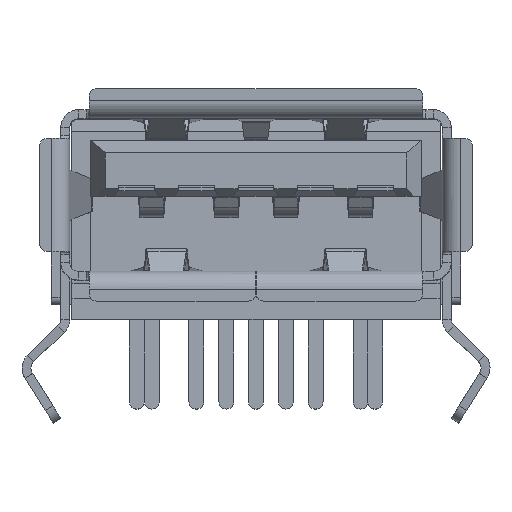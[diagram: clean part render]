
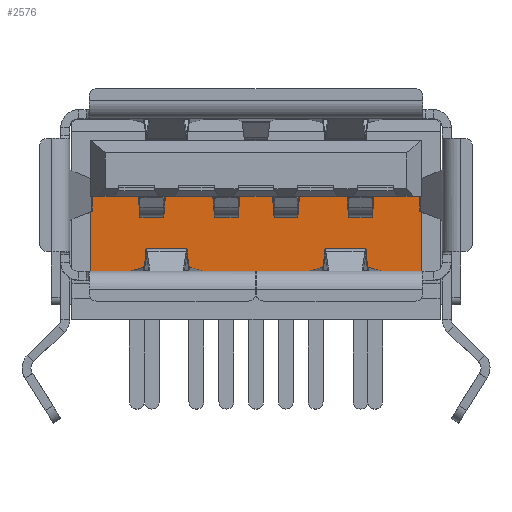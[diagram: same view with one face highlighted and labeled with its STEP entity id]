
A CAD part, top view. The second image highlights one B-rep face of the part: STEP entity #2576.
In plain terms, the highlighted planar face has unit normal (0, 0, 1).
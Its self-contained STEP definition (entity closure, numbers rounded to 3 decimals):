
#2576=ADVANCED_FACE('NONE',(#5295),#5296,.T.);
#5295=FACE_OUTER_BOUND('',#11186,.T.);
#5296=PLANE('',#11187);
#11186=EDGE_LOOP('',(#19082,#19083,#19084,#19085,#19086,#19087,#19088,#19089,#19090,#19091,#19092,#19093));
#11187=AXIS2_PLACEMENT_3D('',#19094,#19095,#19096);
#19082=ORIENTED_EDGE('',*,*,#21429,.T.);
#19083=ORIENTED_EDGE('',*,*,#21529,.T.);
#19084=ORIENTED_EDGE('',*,*,#23538,.T.);
#19085=ORIENTED_EDGE('',*,*,#22906,.F.);
#19086=ORIENTED_EDGE('',*,*,#23292,.T.);
#19087=ORIENTED_EDGE('',*,*,#23288,.T.);
#19088=ORIENTED_EDGE('',*,*,#23285,.T.);
#19089=ORIENTED_EDGE('',*,*,#23282,.T.);
#19090=ORIENTED_EDGE('',*,*,#23295,.T.);
#19091=ORIENTED_EDGE('',*,*,#23531,.T.);
#19092=ORIENTED_EDGE('',*,*,#23539,.T.);
#19093=ORIENTED_EDGE('',*,*,#23540,.T.);
#19094=CARTESIAN_POINT('',(0.0,2.537,-3.09));
#19095=DIRECTION('',(0.0,0.0,1.0));
#19096=DIRECTION('',(1.0,-0.0,0.0));
#21429=EDGE_CURVE('NONE',#25234,#25238,#25240,.T.);
#21529=EDGE_CURVE('NONE',#25238,#25378,#25380,.T.);
#22906=EDGE_CURVE('NONE',#27358,#27360,#27361,.T.);
#23282=EDGE_CURVE('NONE',#27894,#27896,#27898,.T.);
#23285=EDGE_CURVE('NONE',#27900,#27894,#27902,.T.);
#23288=EDGE_CURVE('NONE',#27904,#27900,#27906,.T.);
#23292=EDGE_CURVE('NONE',#27358,#27904,#27910,.T.);
#23295=EDGE_CURVE('NONE',#27896,#27913,#27915,.T.);
#23531=EDGE_CURVE('NONE',#27913,#28265,#28266,.T.);
#23538=EDGE_CURVE('NONE',#25378,#27360,#28276,.T.);
#23539=EDGE_CURVE('NONE',#28265,#28277,#28278,.T.);
#23540=EDGE_CURVE('NONE',#28277,#25234,#28279,.T.);
#25234=VERTEX_POINT('NONE',#31017);
#25238=VERTEX_POINT('NONE',#31023);
#25240=LINE('',#31026,#31027);
#25378=VERTEX_POINT('NONE',#31213);
#25380=LINE('',#31216,#31217);
#27358=VERTEX_POINT('NONE',#34530);
#27360=VERTEX_POINT('NONE',#34533);
#27361=LINE('',#34534,#34535);
#27894=VERTEX_POINT('NONE',#35329);
#27896=VERTEX_POINT('NONE',#35332);
#27898=LINE('',#35335,#35336);
#27900=VERTEX_POINT('NONE',#35338);
#27902=LINE('',#35341,#35342);
#27904=VERTEX_POINT('NONE',#35344);
#27906=LINE('',#35347,#35348);
#27910=LINE('',#35353,#35354);
#27913=VERTEX_POINT('NONE',#35358);
#27915=LINE('',#35361,#35362);
#28265=VERTEX_POINT('NONE',#35861);
#28266=LINE('',#35862,#35863);
#28276=LINE('',#35878,#35879);
#28277=VERTEX_POINT('NONE',#35880);
#28278=LINE('',#35881,#35882);
#28279=LINE('',#35883,#35884);
#31017=CARTESIAN_POINT('',(0.01,1.152,-3.09));
#31023=CARTESIAN_POINT('',(0.01,1.452,-3.09));
#31026=CARTESIAN_POINT('',(0.01,1.152,-3.09));
#31027=VECTOR('',#37616,1000.0);
#31213=CARTESIAN_POINT('',(5.55,1.452,-3.09));
#31216=CARTESIAN_POINT('',(0.01,1.452,-3.09));
#31217=VECTOR('',#37732,1000.0);
#34530=CARTESIAN_POINT('',(-5.55,3.972,-3.09));
#34533=CARTESIAN_POINT('',(5.55,3.972,-3.09));
#34534=CARTESIAN_POINT('',(-5.55,3.972,-3.09));
#34535=VECTOR('',#38840,1000.0);
#35329=CARTESIAN_POINT('',(-0.01,1.152,-3.09));
#35332=CARTESIAN_POINT('',(-5.55,1.152,-3.09));
#35335=CARTESIAN_POINT('',(-0.01,1.152,-3.09));
#35336=VECTOR('',#39243,1000.0);
#35338=CARTESIAN_POINT('',(-0.01,1.452,-3.09));
#35341=CARTESIAN_POINT('',(-0.01,1.452,-3.09));
#35342=VECTOR('',#39245,1000.0);
#35344=CARTESIAN_POINT('',(-5.55,1.452,-3.09));
#35347=CARTESIAN_POINT('',(-5.55,1.452,-3.09));
#35348=VECTOR('',#39247,1000.0);
#35353=CARTESIAN_POINT('',(-5.55,3.972,-3.09));
#35354=VECTOR('',#39249,1000.0);
#35358=CARTESIAN_POINT('',(-5.55,1.102,-3.09));
#35361=CARTESIAN_POINT('',(-5.55,1.152,-3.09));
#35362=VECTOR('',#39252,1000.0);
#35861=CARTESIAN_POINT('',(5.55,1.102,-3.09));
#35862=CARTESIAN_POINT('',(-5.55,1.102,-3.09));
#35863=VECTOR('',#39462,1000.0);
#35878=CARTESIAN_POINT('',(5.55,1.452,-3.09));
#35879=VECTOR('',#39468,1000.0);
#35880=CARTESIAN_POINT('',(5.55,1.152,-3.09));
#35881=CARTESIAN_POINT('',(5.55,1.102,-3.09));
#35882=VECTOR('',#39469,1000.0);
#35883=CARTESIAN_POINT('',(5.55,1.152,-3.09));
#35884=VECTOR('',#39470,1000.0);
#37616=DIRECTION('',(0.0,1.0,0.0));
#37732=DIRECTION('',(1.0,0.0,0.0));
#38840=DIRECTION('',(1.0,0.0,0.0));
#39243=DIRECTION('',(-1.0,0.0,0.0));
#39245=DIRECTION('',(0.0,-1.0,0.0));
#39247=DIRECTION('',(1.0,0.0,0.0));
#39249=DIRECTION('',(0.0,-1.0,0.0));
#39252=DIRECTION('',(0.0,-1.0,0.0));
#39462=DIRECTION('',(1.0,0.0,0.0));
#39468=DIRECTION('',(0.0,1.0,0.0));
#39469=DIRECTION('',(0.0,1.0,0.0));
#39470=DIRECTION('',(-1.0,0.0,0.0));
